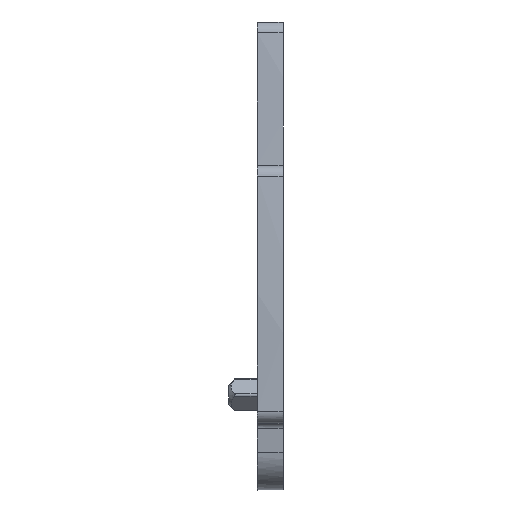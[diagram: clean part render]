
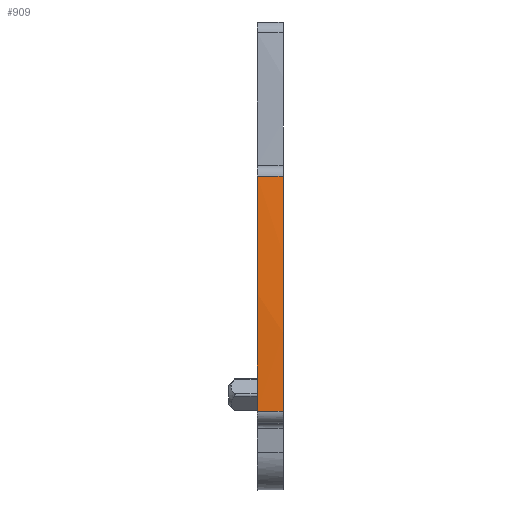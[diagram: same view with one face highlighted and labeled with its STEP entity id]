
A CAD part, front view. The second image highlights one B-rep face of the part: STEP entity #909.
In plain terms, the highlighted cylindrical face has radius 122.2 mm (diameter 244.4 mm), a partial arc.
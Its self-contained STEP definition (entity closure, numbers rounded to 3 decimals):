
#889=AXIS2_PLACEMENT_3D('Cylinder Axis2P3D',#886,#887,#888) ;
#893=AXIS2_PLACEMENT_3D('Circle Axis2P3D',#891,#892,$) ;
#460=CARTESIAN_POINT('Vertex',(2.3,0.054,6.37)) ;
#464=CARTESIAN_POINT('Control Point',(2.3,0.054,6.37)) ;
#465=CARTESIAN_POINT('Control Point',(2.3,-0.06,10.188)) ;
#466=CARTESIAN_POINT('Control Point',(2.3,-0.024,14.01)) ;
#467=CARTESIAN_POINT('Control Point',(2.3,0.161,17.829)) ;
#468=CARTESIAN_POINT('Control Point',(2.3,0.495,21.637)) ;
#469=CARTESIAN_POINT('Control Point',(2.3,0.978,25.426)) ;
#470=CARTESIAN_POINT('Vertex',(2.3,0.978,25.426)) ;
#871=CARTESIAN_POINT('Vertex',(4.4,0.054,6.37)) ;
#874=CARTESIAN_POINT('Line Origine',(3.35,0.054,6.37)) ;
#886=CARTESIAN_POINT('Axis2P3D Location',(3.35,122.2,10.)) ;
#891=CARTESIAN_POINT('Axis2P3D Location',(4.4,122.2,10.)) ;
#895=CARTESIAN_POINT('Vertex',(4.4,0.978,25.426)) ;
#898=CARTESIAN_POINT('Line Origine',(3.35,0.978,25.426)) ;
#875=DIRECTION('Vector Direction',(-1.,0.,0.)) ;
#887=DIRECTION('Axis2P3D Direction',(-1.,0.,0.)) ;
#888=DIRECTION('Axis2P3D XDirection',(0.,-1.,-0.03)) ;
#892=DIRECTION('Axis2P3D Direction',(-1.,0.,0.)) ;
#899=DIRECTION('Vector Direction',(-1.,0.,0.)) ;
#876=VECTOR('Line Direction',#875,1.) ;
#900=VECTOR('Line Direction',#899,1.) ;
#904=ORIENTED_EDGE('',*,*,#897,.T.) ;
#905=ORIENTED_EDGE('',*,*,#902,.F.) ;
#906=ORIENTED_EDGE('',*,*,#472,.F.) ;
#907=ORIENTED_EDGE('',*,*,#878,.T.) ;
#909=ADVANCED_FACE('V1',(#908),#890,.T.) ;
#463=B_SPLINE_CURVE_WITH_KNOTS('',5,(#464,#465,#466,#467,#468,#469),.UNSPECIFIED.,.F.,.U.,(6,6),(0.,27.008),.UNSPECIFIED.) ;
#894=CIRCLE('generated circle',#893,122.2) ;
#890=CYLINDRICAL_SURFACE('generated cylinder',#889,122.2) ;
#472=EDGE_CURVE('',#461,#471,#463,.T.) ;
#878=EDGE_CURVE('',#461,#872,#877,.F.) ;
#897=EDGE_CURVE('',#872,#896,#894,.T.) ;
#902=EDGE_CURVE('',#471,#896,#901,.F.) ;
#903=EDGE_LOOP('',(#904,#905,#906,#907)) ;
#908=FACE_OUTER_BOUND('',#903,.T.) ;
#877=LINE('Line',#874,#876) ;
#901=LINE('Line',#898,#900) ;
#461=VERTEX_POINT('',#460) ;
#471=VERTEX_POINT('',#470) ;
#872=VERTEX_POINT('',#871) ;
#896=VERTEX_POINT('',#895) ;
